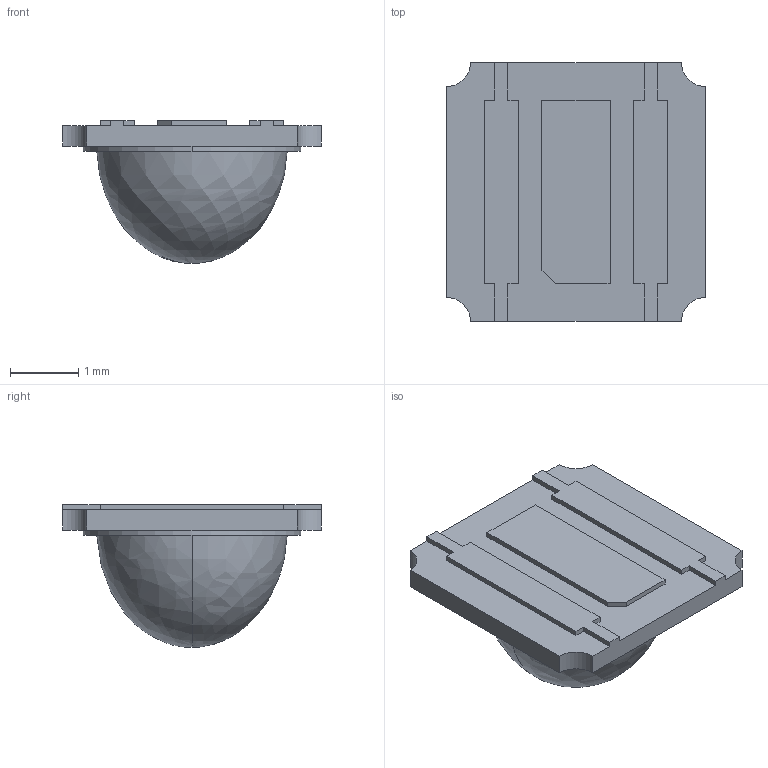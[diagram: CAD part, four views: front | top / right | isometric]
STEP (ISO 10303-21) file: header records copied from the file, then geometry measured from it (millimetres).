
FILE_DESCRIPTION((''),'2;1');
FILE_NAME('7M','2019-05-24T',('STJ945188'),('Nihon Parametric Technology K.K.'),'CREO PARAMETRIC BY PTC INC, 2017480','CREO PARAMETRIC BY PTC INC, 2017480','');
FILE_SCHEMA(('CONFIG_CONTROL_DESIGN'));
Length unit declared in the file: millimetre
Products named in the file (1): 7M
Bounding box: 3.8 x 3.8 x 2.1 mm (x, y, z)
Volume: 11.9 mm3; surface area: 42.5 mm2
Topology: 1 solids, 1 shells, 48 faces, 128 edges, 85 vertices
Faces by surface type: plane 38, cylinder 8, revolution 2
Entity records: 1560 total; most frequent: CARTESIAN_POINT 309, ORIENTED_EDGE 254, DIRECTION 237, EDGE_CURVE 127, VECTOR 107, LINE 107, VERTEX_POINT 85, AXIS2_PLACEMENT_3D 64
